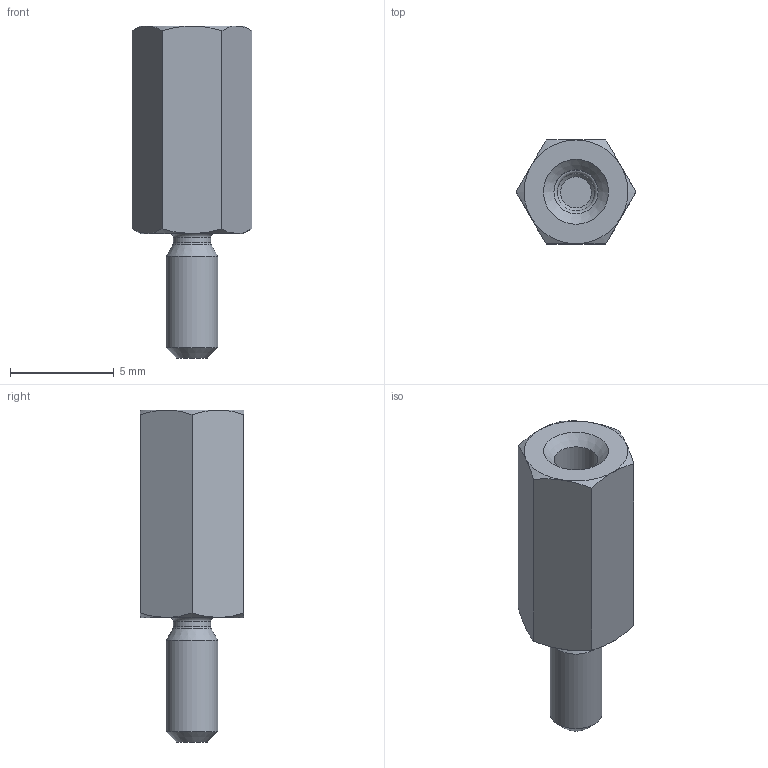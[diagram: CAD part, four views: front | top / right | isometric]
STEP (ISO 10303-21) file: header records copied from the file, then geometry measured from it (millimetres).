
FILE_DESCRIPTION(/* description */ (''),/* implementation_level */ '2;1');
FILE_NAME(/* name */ 'Standoff 10mm.step',/* time_stamp */ '2020-04-14T17:05:15+01:00',/* author */ (''),/* organization */ (''),/* preprocessor_version */ 'ST-DEVELOPER v18.1',/* originating_system */ 'Autodesk Translation Framework v9.2.0.1227',/* authorisation */ '');
FILE_SCHEMA (('AUTOMOTIVE_DESIGN { 1 0 10303 214 3 1 1 }'));
Length unit declared in the file: millimetre
Products named in the file (1): Standoff 10mm
Bounding box: 5.77 x 5 x 16 mm (x, y, z)
Volume: 216.5 mm3; surface area: 305.3 mm2
Topology: 1 solids, 1 shells, 20 faces, 47 edges, 30 vertices
Faces by surface type: plane 9, cone 6, cylinder 3, torus 2
Full cylindrical faces by diameter (mm): 1.8 x1, 2.121 x1, 2.5 x1
Entity records: 601 total; most frequent: CARTESIAN_POINT 121, DIRECTION 95, ORIENTED_EDGE 92, EDGE_CURVE 46, AXIS2_PLACEMENT_3D 40, VERTEX_POINT 30, EDGE_LOOP 22, FACE_OUTER_BOUND 20
